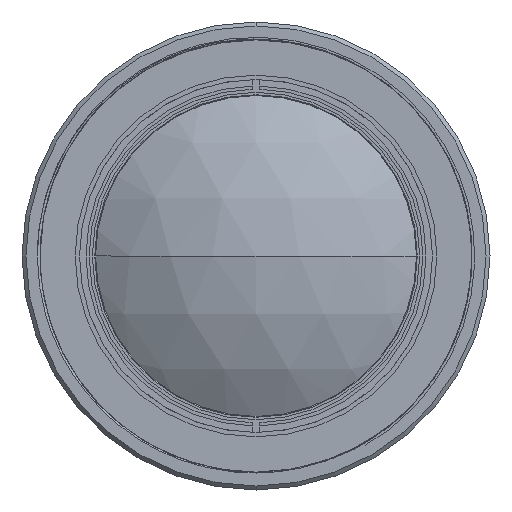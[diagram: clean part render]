
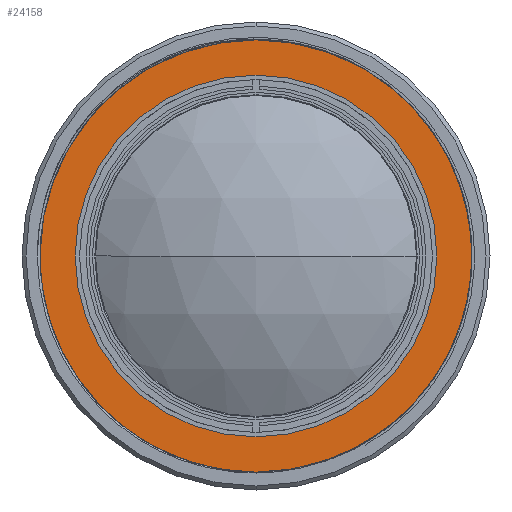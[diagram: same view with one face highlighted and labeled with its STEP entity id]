
A CAD part, left-side view. The second image highlights one B-rep face of the part: STEP entity #24158.
In plain terms, the highlighted planar face has unit normal (-1, 0, 0).
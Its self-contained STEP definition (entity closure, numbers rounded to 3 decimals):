
#229 = AXIS2_PLACEMENT_3D ( 'NONE', #28327, #6621, #21827 ) ;
#603 = ORIENTED_EDGE ( 'NONE', *, *, #23085, .T. ) ;
#1591 = DIRECTION ( 'NONE',  ( 1., 0., 0. ) ) ;
#2034 = ORIENTED_EDGE ( 'NONE', *, *, #23219, .F. ) ;
#3241 = CARTESIAN_POINT ( 'NONE',  ( -11.05, 0., -22.8 ) ) ;
#4986 = AXIS2_PLACEMENT_3D ( 'NONE', #44464, #10317, #25529 ) ;
#6621 = DIRECTION ( 'NONE',  ( 1., 0., 0. ) ) ;
#7817 = DIRECTION ( 'NONE',  ( 0., 0., 1. ) ) ;
#8061 = FACE_BOUND ( 'NONE', #36174, .T. ) ;
#9071 = VERTEX_POINT ( 'NONE', #38609 ) ;
#10317 = DIRECTION ( 'NONE',  ( 1., 0., 0. ) ) ;
#12429 = CIRCLE ( 'NONE', #47462, 22.8 ) ;
#12804 = CARTESIAN_POINT ( 'NONE',  ( -11.05, 0., 0. ) ) ;
#13587 = EDGE_LOOP ( 'NONE', ( #2034, #32165 ) ) ;
#15791 = DIRECTION ( 'NONE',  ( -1., 0., 0. ) ) ;
#16285 = PLANE ( 'NONE',  #48280 ) ;
#18004 = CIRCLE ( 'NONE', #32359, 27.75 ) ;
#19764 = CARTESIAN_POINT ( 'NONE',  ( -11.05, 0., 0. ) ) ;
#20789 = EDGE_CURVE ( 'NONE', #41865, #9071, #24087, .T. ) ;
#21519 = CARTESIAN_POINT ( 'NONE',  ( -11.05, 0., 22.8 ) ) ;
#21827 = DIRECTION ( 'NONE',  ( 0., 0., -1. ) ) ;
#23085 = EDGE_CURVE ( 'NONE', #48672, #45722, #12429, .T. ) ;
#23219 = EDGE_CURVE ( 'NONE', #9071, #41865, #18004, .T. ) ;
#23275 = FACE_OUTER_BOUND ( 'NONE', #13587, .T. ) ;
#23541 = DIRECTION ( 'NONE',  ( 0., 0., -1. ) ) ;
#24087 = CIRCLE ( 'NONE', #4986, 27.75 ) ;
#24158 = ADVANCED_FACE ( 'NONE', ( #8061, #23275 ), #16285, .T. ) ;
#24515 = DIRECTION ( 'NONE',  ( 1., 0., 0. ) ) ;
#24867 = CIRCLE ( 'NONE', #229, 22.8 ) ;
#25529 = DIRECTION ( 'NONE',  ( 0., 0., -1. ) ) ;
#28327 = CARTESIAN_POINT ( 'NONE',  ( -11.05, 0., 0. ) ) ;
#32165 = ORIENTED_EDGE ( 'NONE', *, *, #20789, .F. ) ;
#32359 = AXIS2_PLACEMENT_3D ( 'NONE', #38979, #24515, #39709 ) ;
#36174 = EDGE_LOOP ( 'NONE', ( #39133, #603 ) ) ;
#38609 = CARTESIAN_POINT ( 'NONE',  ( -11.05, 0., -27.75 ) ) ;
#38979 = CARTESIAN_POINT ( 'NONE',  ( -11.05, 0., 0. ) ) ;
#39133 = ORIENTED_EDGE ( 'NONE', *, *, #48360, .T. ) ;
#39709 = DIRECTION ( 'NONE',  ( 0., 0., -1. ) ) ;
#41865 = VERTEX_POINT ( 'NONE', #46814 ) ;
#44464 = CARTESIAN_POINT ( 'NONE',  ( -11.05, 0., 0. ) ) ;
#45722 = VERTEX_POINT ( 'NONE', #3241 ) ;
#46814 = CARTESIAN_POINT ( 'NONE',  ( -11.05, 0., 27.75 ) ) ;
#47462 = AXIS2_PLACEMENT_3D ( 'NONE', #12804, #1591, #23541 ) ;
#48280 = AXIS2_PLACEMENT_3D ( 'NONE', #19764, #15791, #7817 ) ;
#48360 = EDGE_CURVE ( 'NONE', #45722, #48672, #24867, .T. ) ;
#48672 = VERTEX_POINT ( 'NONE', #21519 ) ;
